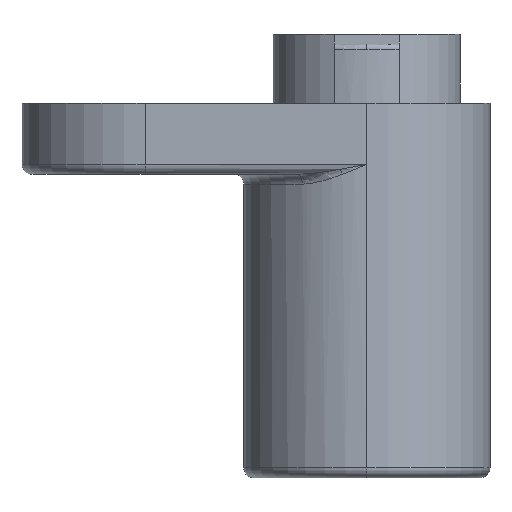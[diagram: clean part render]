
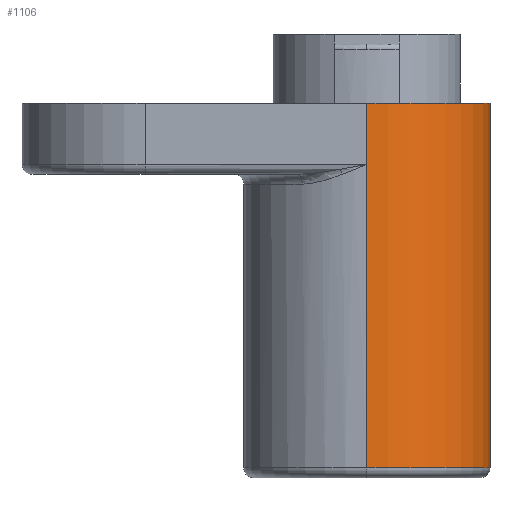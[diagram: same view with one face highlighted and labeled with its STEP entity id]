
A CAD part, front view. The second image highlights one B-rep face of the part: STEP entity #1106.
In plain terms, the highlighted cylindrical face has radius 12.5 mm (diameter 25 mm), a partial arc.
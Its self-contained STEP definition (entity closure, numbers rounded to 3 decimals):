
#23 = VECTOR ( 'NONE', #3141, 1000. ) ;
#78 = VECTOR ( 'NONE', #2574, 1000. ) ;
#150 = CARTESIAN_POINT ( 'NONE',  ( 1.352, 0.382, -0.685 ) ) ;
#153 = EDGE_CURVE ( 'NONE', #2431, #1596, #182, .T. ) ;
#177 = DIRECTION ( 'NONE',  ( 0., 0., -1. ) ) ;
#182 = LINE ( 'NONE', #1733, #23 ) ;
#266 = VERTEX_POINT ( 'NONE', #2717 ) ;
#320 = B_SPLINE_CURVE_WITH_KNOTS ( 'NONE', 3,
 ( #1406, #1429, #150, #400, #2579, #1395, #2130, #1892, #3089, #408, #2372, #1439, #2856, #693, #3127, #937, #2602, #1502 ),
 .UNSPECIFIED., .F., .F.,
 ( 4, 2, 2, 2, 2, 2, 2, 2, 4 ),
 ( 0., 0.001, 0.002, 0.003, 0.004, 0.005, 0.006, 0.006, 0.007 ),
 .UNSPECIFIED. ) ;
#332 = CARTESIAN_POINT ( 'NONE',  ( -0.364, 0.498, -1.263 ) ) ;
#367 = EDGE_CURVE ( 'NONE', #2431, #2530, #2094, .T. ) ;
#400 = CARTESIAN_POINT ( 'NONE',  ( 1.794, 0.312, -0.247 ) ) ;
#408 = CARTESIAN_POINT ( 'NONE',  ( 2.249, 0.222, 2.399 ) ) ;
#415 = DIRECTION ( 'NONE',  ( 0., 0., -1. ) ) ;
#490 = EDGE_CURVE ( 'NONE', #870, #2970, #2046, .T. ) ;
#497 = CIRCLE ( 'NONE', #1387, 12.5 ) ;
#511 = CARTESIAN_POINT ( 'NONE',  ( -0.158, 0.498, -1.263 ) ) ;
#539 = EDGE_CURVE ( 'NONE', #2792, #786, #3119, .T. ) ;
#581 = DIRECTION ( 'NONE',  ( 0., 0., 1. ) ) ;
#610 = B_SPLINE_CURVE_WITH_KNOTS ( 'NONE', 3,
 ( #1242, #511, #2497, #2036, #1805, #2752 ),
 .UNSPECIFIED., .F., .F.,
 ( 4, 2, 4 ),
 ( 0.007, 0.008, 0.009 ),
 .UNSPECIFIED. ) ;
#662 = DIRECTION ( 'NONE',  ( 0., -1., 0. ) ) ;
#693 = CARTESIAN_POINT ( 'NONE',  ( 1.111, 0.413, 3.828 ) ) ;
#768 = CARTESIAN_POINT ( 'NONE',  ( -0.364, 0.498, 26.787 ) ) ;
#786 = VERTEX_POINT ( 'NONE', #1765 ) ;
#814 = CARTESIAN_POINT ( 'NONE',  ( -0.364, 0.498, -3.013 ) ) ;
#868 = CIRCLE ( 'NONE', #2950, 12.5 ) ;
#870 = VERTEX_POINT ( 'NONE', #332 ) ;
#877 = DIRECTION ( 'NONE',  ( 0., 0., -1. ) ) ;
#896 = CARTESIAN_POINT ( 'NONE',  ( -0.364, 0.498, 33.987 ) ) ;
#937 = CARTESIAN_POINT ( 'NONE',  ( 0.254, 0.486, 4.184 ) ) ;
#949 = VERTEX_POINT ( 'NONE', #2570 ) ;
#973 = CARTESIAN_POINT ( 'NONE',  ( -0.364, 0.498, 25.787 ) ) ;
#1007 = FACE_OUTER_BOUND ( 'NONE', #1532, .T. ) ;
#1063 = ORIENTED_EDGE ( 'NONE', *, *, #153, .T. ) ;
#1106 = ADVANCED_FACE ( 'NONE', ( #1007 ), #1522, .T. ) ;
#1158 = CARTESIAN_POINT ( 'NONE',  ( -0.364, 0.498, 43.372 ) ) ;
#1189 = ORIENTED_EDGE ( 'NONE', *, *, #1957, .T. ) ;
#1242 = CARTESIAN_POINT ( 'NONE',  ( -0.364, 0.498, -1.263 ) ) ;
#1307 = LINE ( 'NONE', #768, #2733 ) ;
#1369 = CARTESIAN_POINT ( 'NONE',  ( -0.364, 0.498, 33.987 ) ) ;
#1387 = AXIS2_PLACEMENT_3D ( 'NONE', #2270, #581, #2041 ) ;
#1395 = CARTESIAN_POINT ( 'NONE',  ( 2.245, 0.224, 0.563 ) ) ;
#1406 = CARTESIAN_POINT ( 'NONE',  ( 0.82, 0.442, -0.996 ) ) ;
#1429 = CARTESIAN_POINT ( 'NONE',  ( 1.102, 0.415, -0.861 ) ) ;
#1439 = CARTESIAN_POINT ( 'NONE',  ( 1.801, 0.31, 3.211 ) ) ;
#1496 = VECTOR ( 'NONE', #1921, 1000. ) ;
#1502 = CARTESIAN_POINT ( 'NONE',  ( -0.364, 0.498, 4.237 ) ) ;
#1521 = EDGE_CURVE ( 'NONE', #1596, #2970, #497, .T. ) ;
#1522 = CYLINDRICAL_SURFACE ( 'NONE', #2072, 12.5 ) ;
#1532 = EDGE_LOOP ( 'NONE', ( #2531, #1788, #1604, #2287, #1654, #1063, #2482, #3088, #2367, #1189 ) ) ;
#1543 = CARTESIAN_POINT ( 'NONE',  ( -0.364, -24.502, 27.787 ) ) ;
#1570 = CARTESIAN_POINT ( 'NONE',  ( -0.364, -24.502, -3.013 ) ) ;
#1596 = VERTEX_POINT ( 'NONE', #1570 ) ;
#1604 = ORIENTED_EDGE ( 'NONE', *, *, #3082, .F. ) ;
#1617 = DIRECTION ( 'NONE',  ( 0., 1., 0. ) ) ;
#1654 = ORIENTED_EDGE ( 'NONE', *, *, #367, .F. ) ;
#1733 = CARTESIAN_POINT ( 'NONE',  ( -0.364, -24.502, 43.372 ) ) ;
#1765 = CARTESIAN_POINT ( 'NONE',  ( -0.364, 0.498, 4.237 ) ) ;
#1788 = ORIENTED_EDGE ( 'NONE', *, *, #3154, .F. ) ;
#1805 = CARTESIAN_POINT ( 'NONE',  ( 0.635, 0.459, -1.084 ) ) ;
#1837 = CARTESIAN_POINT ( 'NONE',  ( -0.364, -24.502, 33.987 ) ) ;
#1892 = CARTESIAN_POINT ( 'NONE',  ( 2.404, 0.188, 1.48 ) ) ;
#1911 = VERTEX_POINT ( 'NONE', #896 ) ;
#1921 = DIRECTION ( 'NONE',  ( 0., 0., -1. ) ) ;
#1957 = EDGE_CURVE ( 'NONE', #949, #786, #320, .T. ) ;
#2023 = DIRECTION ( 'NONE',  ( 0., 0., -1. ) ) ;
#2036 = CARTESIAN_POINT ( 'NONE',  ( 0.44, 0.474, -1.151 ) ) ;
#2041 = DIRECTION ( 'NONE',  ( -1., 0., 0. ) ) ;
#2046 = LINE ( 'NONE', #2138, #1496 ) ;
#2072 = AXIS2_PLACEMENT_3D ( 'NONE', #3105, #177, #662 ) ;
#2079 = CARTESIAN_POINT ( 'NONE',  ( -0.364, -24.502, 27.787 ) ) ;
#2090 = VECTOR ( 'NONE', #415, 1000. ) ;
#2094 = LINE ( 'NONE', #2079, #78 ) ;
#2130 = CARTESIAN_POINT ( 'NONE',  ( 2.332, 0.204, 0.859 ) ) ;
#2138 = CARTESIAN_POINT ( 'NONE',  ( -0.364, 0.498, 43.372 ) ) ;
#2150 = VECTOR ( 'NONE', #2553, 1000. ) ;
#2270 = CARTESIAN_POINT ( 'NONE',  ( -0.364, -12.002, -3.013 ) ) ;
#2287 = ORIENTED_EDGE ( 'NONE', *, *, #2512, .T. ) ;
#2367 = ORIENTED_EDGE ( 'NONE', *, *, #2880, .T. ) ;
#2372 = CARTESIAN_POINT ( 'NONE',  ( 2.132, 0.248, 2.684 ) ) ;
#2431 = VERTEX_POINT ( 'NONE', #1543 ) ;
#2482 = ORIENTED_EDGE ( 'NONE', *, *, #1521, .T. ) ;
#2497 = CARTESIAN_POINT ( 'NONE',  ( 0.044, 0.493, -1.241 ) ) ;
#2512 = EDGE_CURVE ( 'NONE', #1911, #2530, #868, .T. ) ;
#2530 = VERTEX_POINT ( 'NONE', #1837 ) ;
#2531 = ORIENTED_EDGE ( 'NONE', *, *, #539, .F. ) ;
#2536 = CARTESIAN_POINT ( 'NONE',  ( -0.364, -12.002, 33.987 ) ) ;
#2553 = DIRECTION ( 'NONE',  ( 0., 0., -1. ) ) ;
#2570 = CARTESIAN_POINT ( 'NONE',  ( 0.82, 0.442, -0.996 ) ) ;
#2574 = DIRECTION ( 'NONE',  ( 0., 0., 1. ) ) ;
#2579 = CARTESIAN_POINT ( 'NONE',  ( 1.973, 0.279, 0.003 ) ) ;
#2602 = CARTESIAN_POINT ( 'NONE',  ( -0.051, 0.498, 4.237 ) ) ;
#2717 = CARTESIAN_POINT ( 'NONE',  ( -0.364, 0.498, 26.787 ) ) ;
#2733 = VECTOR ( 'NONE', #2023, 1000. ) ;
#2752 = CARTESIAN_POINT ( 'NONE',  ( 0.82, 0.442, -0.996 ) ) ;
#2771 = LINE ( 'NONE', #1369, #2150 ) ;
#2792 = VERTEX_POINT ( 'NONE', #973 ) ;
#2856 = CARTESIAN_POINT ( 'NONE',  ( 1.596, 0.346, 3.44 ) ) ;
#2880 = EDGE_CURVE ( 'NONE', #870, #949, #610, .T. ) ;
#2950 = AXIS2_PLACEMENT_3D ( 'NONE', #2536, #877, #1617 ) ;
#2970 = VERTEX_POINT ( 'NONE', #814 ) ;
#3082 = EDGE_CURVE ( 'NONE', #1911, #266, #2771, .T. ) ;
#3088 = ORIENTED_EDGE ( 'NONE', *, *, #490, .F. ) ;
#3089 = CARTESIAN_POINT ( 'NONE',  ( 2.387, 0.192, 1.789 ) ) ;
#3105 = CARTESIAN_POINT ( 'NONE',  ( -0.364, -12.002, 43.372 ) ) ;
#3119 = LINE ( 'NONE', #1158, #2090 ) ;
#3127 = CARTESIAN_POINT ( 'NONE',  ( 0.842, 0.443, 3.978 ) ) ;
#3141 = DIRECTION ( 'NONE',  ( 0., 0., -1. ) ) ;
#3154 = EDGE_CURVE ( 'NONE', #266, #2792, #1307, .T. ) ;
